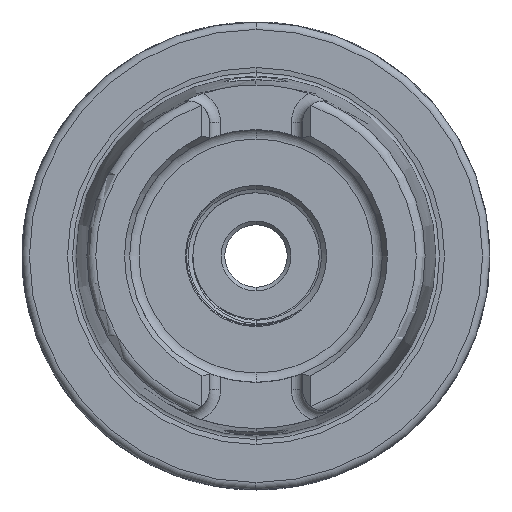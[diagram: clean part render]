
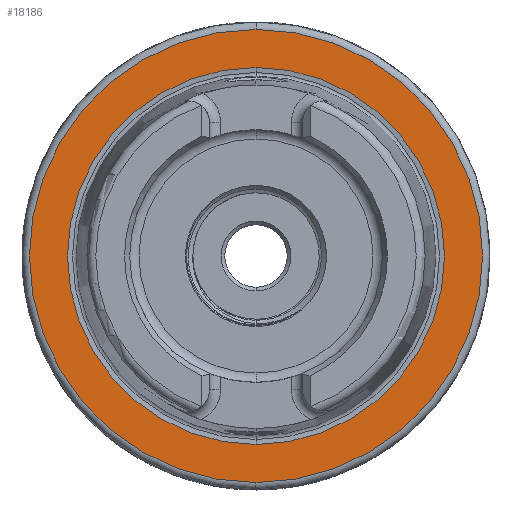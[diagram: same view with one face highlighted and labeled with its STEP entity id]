
A CAD part, left-side view. The second image highlights one B-rep face of the part: STEP entity #18186.
In plain terms, the highlighted planar face has unit normal (-1, 0, 0).
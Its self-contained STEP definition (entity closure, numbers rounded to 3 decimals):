
#748 = EDGE_CURVE ( 'NONE', #25920, #25916, #30843, .T. ) ;
#757 = EDGE_CURVE ( 'NONE', #25969, #25949, #30851, .T. ) ;
#1104 = EDGE_CURVE ( 'NONE', #25916, #25920, #23002, .T. ) ;
#1161 = EDGE_CURVE ( 'NONE', #25949, #25969, #23036, .T. ) ;
#2796 = DIRECTION ( 'NONE',  ( 0., 0., 1. ) ) ;
#2820 = PLANE ( 'NONE',  #26223 ) ;
#2821 = DIRECTION ( 'NONE',  ( -1., 0., 0. ) ) ;
#2831 = CARTESIAN_POINT ( 'NONE',  ( 0., 25.369, 0. ) ) ;
#4783 = DIRECTION ( 'NONE',  ( 0., 0., 1. ) ) ;
#4820 = DIRECTION ( 'NONE',  ( -1., 0., 0. ) ) ;
#4826 = CARTESIAN_POINT ( 'NONE',  ( 0., 0., 0. ) ) ;
#4907 = CARTESIAN_POINT ( 'NONE',  ( 0., 0., 0. ) ) ;
#4909 = DIRECTION ( 'NONE',  ( 0., 0., -1. ) ) ;
#4910 = DIRECTION ( 'NONE',  ( 1., 0., 0. ) ) ;
#12000 = FACE_BOUND ( 'NONE', #16526, .T. ) ;
#12028 = FACE_OUTER_BOUND ( 'NONE', #16614, .T. ) ;
#16526 = EDGE_LOOP ( 'NONE', ( #20289, #20363 ) ) ;
#16614 = EDGE_LOOP ( 'NONE', ( #20282, #20313 ) ) ;
#18186 = ADVANCED_FACE ( 'NONE', ( #12028, #12000 ), #2820, .T. ) ;
#20282 = ORIENTED_EDGE ( 'NONE', *, *, #748, .T. ) ;
#20289 = ORIENTED_EDGE ( 'NONE', *, *, #757, .T. ) ;
#20313 = ORIENTED_EDGE ( 'NONE', *, *, #1104, .T. ) ;
#20363 = ORIENTED_EDGE ( 'NONE', *, *, #1161, .T. ) ;
#21405 = CARTESIAN_POINT ( 'NONE',  ( 0., 0., 0. ) ) ;
#21421 = DIRECTION ( 'NONE',  ( 1., 0., 0. ) ) ;
#21422 = DIRECTION ( 'NONE',  ( 0., 0., -1. ) ) ;
#22432 = CARTESIAN_POINT ( 'NONE',  ( 0., 0., -30.5 ) ) ;
#22449 = CARTESIAN_POINT ( 'NONE',  ( 0., 0., -25.369 ) ) ;
#22464 = CARTESIAN_POINT ( 'NONE',  ( 0., 0., 25.369 ) ) ;
#22468 = CARTESIAN_POINT ( 'NONE',  ( 0., 0., 30.5 ) ) ;
#23002 = CIRCLE ( 'NONE', #26603, 30.5 ) ;
#23036 = CIRCLE ( 'NONE', #26595, 25.369 ) ;
#25916 = VERTEX_POINT ( 'NONE', #22432 ) ;
#25920 = VERTEX_POINT ( 'NONE', #22468 ) ;
#25949 = VERTEX_POINT ( 'NONE', #22449 ) ;
#25969 = VERTEX_POINT ( 'NONE', #22464 ) ;
#26223 = AXIS2_PLACEMENT_3D ( 'NONE', #2831, #2821, #2796 ) ;
#26480 = AXIS2_PLACEMENT_3D ( 'NONE', #4826, #4820, #4783 ) ;
#26507 = AXIS2_PLACEMENT_3D ( 'NONE', #4907, #4910, #4909 ) ;
#26595 = AXIS2_PLACEMENT_3D ( 'NONE', #21405, #21421, #21422 ) ;
#26603 = AXIS2_PLACEMENT_3D ( 'NONE', #32009, #31977, #31993 ) ;
#30843 = CIRCLE ( 'NONE', #26480, 30.5 ) ;
#30851 = CIRCLE ( 'NONE', #26507, 25.369 ) ;
#31977 = DIRECTION ( 'NONE',  ( -1., 0., 0. ) ) ;
#31993 = DIRECTION ( 'NONE',  ( 0., 0., 1. ) ) ;
#32009 = CARTESIAN_POINT ( 'NONE',  ( 0., 0., 0. ) ) ;
